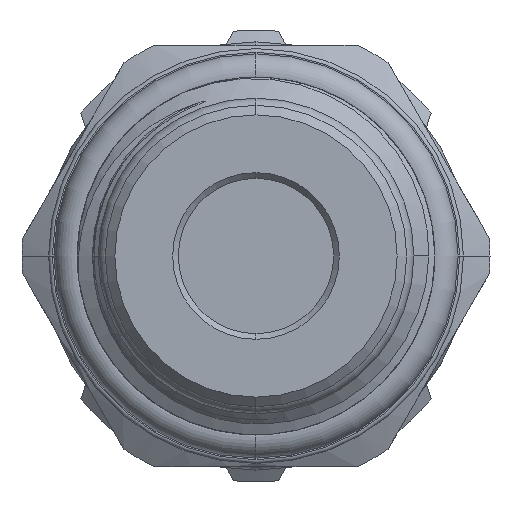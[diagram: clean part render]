
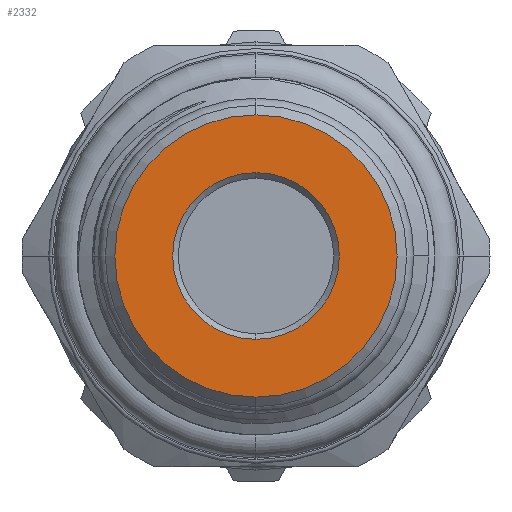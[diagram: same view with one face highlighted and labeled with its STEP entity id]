
A CAD part, left-side view. The second image highlights one B-rep face of the part: STEP entity #2332.
In plain terms, the highlighted planar face has unit normal (-1, 0, 0).
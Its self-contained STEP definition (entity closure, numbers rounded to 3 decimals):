
#108 = AXIS2_PLACEMENT_3D ( 'NONE', #4978, #4845, #5927 ) ;
#265 = CARTESIAN_POINT ( 'NONE',  ( 0., 0., 0. ) ) ;
#423 = FACE_OUTER_BOUND ( 'NONE', #5260, .T. ) ;
#469 = CARTESIAN_POINT ( 'NONE',  ( 0., 0., -7.435 ) ) ;
#745 = DIRECTION ( 'NONE',  ( -1., 0., 0. ) ) ;
#1146 = PLANE ( 'NONE',  #3141 ) ;
#1173 = EDGE_CURVE ( 'NONE', #8372, #9108, #8618, .T. ) ;
#1595 = ORIENTED_EDGE ( 'NONE', *, *, #6303, .T. ) ;
#1780 = DIRECTION ( 'NONE',  ( 0., 0., -1. ) ) ;
#2102 = DIRECTION ( 'NONE',  ( 0., 0., -1. ) ) ;
#2332 = ADVANCED_FACE ( 'NONE', ( #2492, #423 ), #1146, .F. ) ;
#2425 = ORIENTED_EDGE ( 'NONE', *, *, #1173, .T. ) ;
#2492 = FACE_BOUND ( 'NONE', #3001, .T. ) ;
#2562 = DIRECTION ( 'NONE',  ( -1., 0., 0. ) ) ;
#3001 = EDGE_LOOP ( 'NONE', ( #9761, #1595 ) ) ;
#3141 = AXIS2_PLACEMENT_3D ( 'NONE', #3197, #8347, #2102 ) ;
#3197 = CARTESIAN_POINT ( 'NONE',  ( 0., 0., 0. ) ) ;
#3216 = DIRECTION ( 'NONE',  ( 0., 0., -1. ) ) ;
#3255 = EDGE_CURVE ( 'NONE', #9108, #8372, #3626, .T. ) ;
#3524 = CARTESIAN_POINT ( 'NONE',  ( 0., 0., 7.435 ) ) ;
#3595 = CARTESIAN_POINT ( 'NONE',  ( 0., 0., 0. ) ) ;
#3626 = CIRCLE ( 'NONE', #9164, 7.435 ) ;
#4845 = DIRECTION ( 'NONE',  ( 1., 0., 0. ) ) ;
#4978 = CARTESIAN_POINT ( 'NONE',  ( 0., 0., 0. ) ) ;
#5260 = EDGE_LOOP ( 'NONE', ( #2425, #6167 ) ) ;
#5695 = DIRECTION ( 'NONE',  ( 0., 0., -1. ) ) ;
#5927 = DIRECTION ( 'NONE',  ( 0., 0., -1. ) ) ;
#6167 = ORIENTED_EDGE ( 'NONE', *, *, #3255, .T. ) ;
#6303 = EDGE_CURVE ( 'NONE', #11846, #6608, #7426, .T. ) ;
#6608 = VERTEX_POINT ( 'NONE', #10260 ) ;
#6687 = CARTESIAN_POINT ( 'NONE',  ( 0., 0., -4.39 ) ) ;
#7426 = CIRCLE ( 'NONE', #10048, 4.39 ) ;
#7437 = DIRECTION ( 'NONE',  ( 1., 0., 0. ) ) ;
#8347 = DIRECTION ( 'NONE',  ( 1., 0., 0. ) ) ;
#8372 = VERTEX_POINT ( 'NONE', #469 ) ;
#8618 = CIRCLE ( 'NONE', #11261, 7.435 ) ;
#9108 = VERTEX_POINT ( 'NONE', #3524 ) ;
#9164 = AXIS2_PLACEMENT_3D ( 'NONE', #10957, #745, #1780 ) ;
#9761 = ORIENTED_EDGE ( 'NONE', *, *, #11512, .T. ) ;
#10048 = AXIS2_PLACEMENT_3D ( 'NONE', #265, #7437, #3216 ) ;
#10260 = CARTESIAN_POINT ( 'NONE',  ( 0., 0., 4.39 ) ) ;
#10957 = CARTESIAN_POINT ( 'NONE',  ( 0., 0., 0. ) ) ;
#11155 = CIRCLE ( 'NONE', #108, 4.39 ) ;
#11261 = AXIS2_PLACEMENT_3D ( 'NONE', #3595, #2562, #5695 ) ;
#11512 = EDGE_CURVE ( 'NONE', #6608, #11846, #11155, .T. ) ;
#11846 = VERTEX_POINT ( 'NONE', #6687 ) ;
